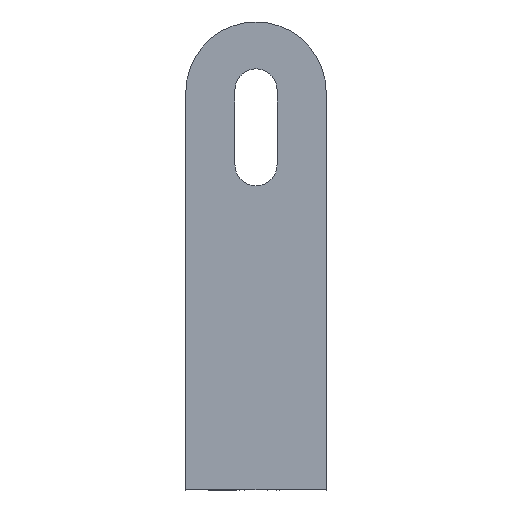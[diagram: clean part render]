
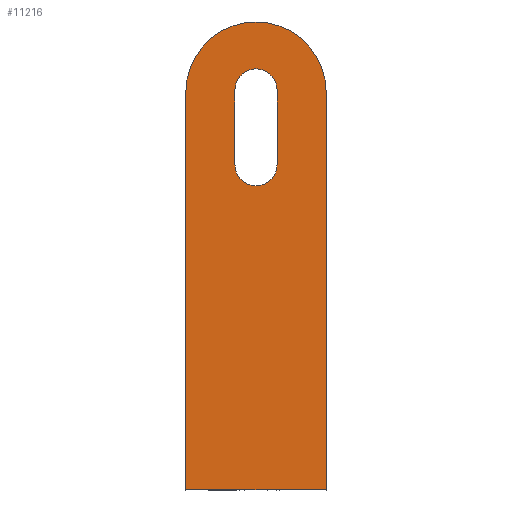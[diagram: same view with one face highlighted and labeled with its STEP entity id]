
A CAD part, left-side view. The second image highlights one B-rep face of the part: STEP entity #11216.
In plain terms, the highlighted planar face has unit normal (-1, 0, 0).
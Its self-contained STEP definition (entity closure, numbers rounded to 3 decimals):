
#20 = CARTESIAN_POINT ( 'NONE',  ( -3., 4.5, 69.5 ) ) ;
#135 = LINE ( 'NONE', #534, #12156 ) ;
#202 = ORIENTED_EDGE ( 'NONE', *, *, #8511, .T. ) ;
#224 = AXIS2_PLACEMENT_3D ( 'NONE', #2365, #9261, #3348 ) ;
#273 = VECTOR ( 'NONE', #607, 1000. ) ;
#534 = CARTESIAN_POINT ( 'NONE',  ( -3., -4.5, 85.5 ) ) ;
#607 = DIRECTION ( 'NONE',  ( 0., 0., 1. ) ) ;
#724 = DIRECTION ( 'NONE',  ( 0., 0., -1. ) ) ;
#789 = CARTESIAN_POINT ( 'NONE',  ( -3., -4.5, 69.5 ) ) ;
#815 = VERTEX_POINT ( 'NONE', #9025 ) ;
#864 = ORIENTED_EDGE ( 'NONE', *, *, #11747, .T. ) ;
#907 = CARTESIAN_POINT ( 'NONE',  ( -3., -15., 0. ) ) ;
#1026 = CIRCLE ( 'NONE', #224, 15. ) ;
#1038 = DIRECTION ( 'NONE',  ( 0., 0., 1. ) ) ;
#1065 = ORIENTED_EDGE ( 'NONE', *, *, #2550, .T. ) ;
#1194 = EDGE_CURVE ( 'NONE', #8572, #10705, #8983, .T. ) ;
#1812 = VERTEX_POINT ( 'NONE', #10732 ) ;
#1864 = CARTESIAN_POINT ( 'NONE',  ( -3., 4.5, 85.5 ) ) ;
#1938 = CARTESIAN_POINT ( 'NONE',  ( -3., 0., 85. ) ) ;
#2093 = VERTEX_POINT ( 'NONE', #907 ) ;
#2310 = VECTOR ( 'NONE', #10728, 1000. ) ;
#2365 = CARTESIAN_POINT ( 'NONE',  ( -3., 0., 85. ) ) ;
#2508 = VERTEX_POINT ( 'NONE', #4107 ) ;
#2523 = CARTESIAN_POINT ( 'NONE',  ( -3., -15., 0. ) ) ;
#2550 = EDGE_CURVE ( 'NONE', #10231, #2508, #4519, .T. ) ;
#3348 = DIRECTION ( 'NONE',  ( 0., 0., 1. ) ) ;
#3673 = DIRECTION ( 'NONE',  ( 1., 0., 0. ) ) ;
#3740 = ORIENTED_EDGE ( 'NONE', *, *, #9223, .T. ) ;
#3786 = EDGE_LOOP ( 'NONE', ( #11674, #864, #1065, #202, #12537 ) ) ;
#4107 = CARTESIAN_POINT ( 'NONE',  ( -3., 15., 0. ) ) ;
#4165 = LINE ( 'NONE', #1864, #2310 ) ;
#4436 = VERTEX_POINT ( 'NONE', #9897 ) ;
#4519 = LINE ( 'NONE', #11055, #8514 ) ;
#4532 = CIRCLE ( 'NONE', #11653, 15. ) ;
#4765 = LINE ( 'NONE', #2523, #273 ) ;
#4846 = DIRECTION ( 'NONE',  ( -1., 0., 0. ) ) ;
#5218 = ORIENTED_EDGE ( 'NONE', *, *, #1194, .T. ) ;
#5241 = CARTESIAN_POINT ( 'NONE',  ( -3., 15., 0. ) ) ;
#5359 = CARTESIAN_POINT ( 'NONE',  ( -3., 0., 65. ) ) ;
#5881 = VERTEX_POINT ( 'NONE', #9190 ) ;
#5924 = AXIS2_PLACEMENT_3D ( 'NONE', #7266, #9059, #9241 ) ;
#6023 = EDGE_CURVE ( 'NONE', #2093, #815, #4765, .T. ) ;
#6111 = CARTESIAN_POINT ( 'NONE',  ( -3., 0., 85. ) ) ;
#6130 = CIRCLE ( 'NONE', #5924, 4.5 ) ;
#6346 = ORIENTED_EDGE ( 'NONE', *, *, #12313, .T. ) ;
#6351 = VECTOR ( 'NONE', #6409, 1000. ) ;
#6409 = DIRECTION ( 'NONE',  ( 0., -1., 0. ) ) ;
#6540 = VERTEX_POINT ( 'NONE', #20 ) ;
#6588 = CARTESIAN_POINT ( 'NONE',  ( -3., 0., 85.5 ) ) ;
#7048 = CIRCLE ( 'NONE', #7285, 4.5 ) ;
#7266 = CARTESIAN_POINT ( 'NONE',  ( -3., 0., 69.5 ) ) ;
#7285 = AXIS2_PLACEMENT_3D ( 'NONE', #6588, #3673, #724 ) ;
#7645 = EDGE_CURVE ( 'NONE', #10705, #6540, #6130, .T. ) ;
#8284 = EDGE_CURVE ( 'NONE', #815, #5881, #4532, .T. ) ;
#8405 = DIRECTION ( 'NONE',  ( 0., 0., -1. ) ) ;
#8505 = ORIENTED_EDGE ( 'NONE', *, *, #8967, .T. ) ;
#8511 = EDGE_CURVE ( 'NONE', #2508, #2093, #10922, .T. ) ;
#8514 = VECTOR ( 'NONE', #10969, 1000. ) ;
#8572 = VERTEX_POINT ( 'NONE', #789 ) ;
#8737 = FACE_BOUND ( 'NONE', #9105, .T. ) ;
#8967 = EDGE_CURVE ( 'NONE', #1812, #8572, #135, .T. ) ;
#8983 = CIRCLE ( 'NONE', #10414, 4.5 ) ;
#9025 = CARTESIAN_POINT ( 'NONE',  ( -3., -15., 85. ) ) ;
#9059 = DIRECTION ( 'NONE',  ( 1., 0., 0. ) ) ;
#9105 = EDGE_LOOP ( 'NONE', ( #6346, #8505, #5218, #12220, #3740 ) ) ;
#9116 = PLANE ( 'NONE',  #11671 ) ;
#9159 = DIRECTION ( 'NONE',  ( -1., 0., 0. ) ) ;
#9190 = CARTESIAN_POINT ( 'NONE',  ( -3., 0., 100. ) ) ;
#9223 = EDGE_CURVE ( 'NONE', #6540, #4436, #4165, .T. ) ;
#9241 = DIRECTION ( 'NONE',  ( 0., 0., -1. ) ) ;
#9261 = DIRECTION ( 'NONE',  ( -1., 0., 0. ) ) ;
#9897 = CARTESIAN_POINT ( 'NONE',  ( -3., 4.5, 85.5 ) ) ;
#10093 = DIRECTION ( 'NONE',  ( 0., 0., 1. ) ) ;
#10231 = VERTEX_POINT ( 'NONE', #11303 ) ;
#10414 = AXIS2_PLACEMENT_3D ( 'NONE', #10723, #10944, #12013 ) ;
#10705 = VERTEX_POINT ( 'NONE', #5359 ) ;
#10723 = CARTESIAN_POINT ( 'NONE',  ( -3., 0., 69.5 ) ) ;
#10728 = DIRECTION ( 'NONE',  ( 0., 0., 1. ) ) ;
#10732 = CARTESIAN_POINT ( 'NONE',  ( -3., -4.5, 85.5 ) ) ;
#10922 = LINE ( 'NONE', #5241, #6351 ) ;
#10944 = DIRECTION ( 'NONE',  ( 1., 0., 0. ) ) ;
#10969 = DIRECTION ( 'NONE',  ( 0., 0., -1. ) ) ;
#11055 = CARTESIAN_POINT ( 'NONE',  ( -3., 15., 85. ) ) ;
#11216 = ADVANCED_FACE ( 'NONE', ( #8737, #11343 ), #9116, .T. ) ;
#11303 = CARTESIAN_POINT ( 'NONE',  ( -3., 15., 85. ) ) ;
#11343 = FACE_OUTER_BOUND ( 'NONE', #3786, .T. ) ;
#11653 = AXIS2_PLACEMENT_3D ( 'NONE', #1938, #4846, #1038 ) ;
#11671 = AXIS2_PLACEMENT_3D ( 'NONE', #6111, #9159, #10093 ) ;
#11674 = ORIENTED_EDGE ( 'NONE', *, *, #8284, .T. ) ;
#11747 = EDGE_CURVE ( 'NONE', #5881, #10231, #1026, .T. ) ;
#12013 = DIRECTION ( 'NONE',  ( 0., 0., -1. ) ) ;
#12156 = VECTOR ( 'NONE', #8405, 1000. ) ;
#12220 = ORIENTED_EDGE ( 'NONE', *, *, #7645, .T. ) ;
#12313 = EDGE_CURVE ( 'NONE', #4436, #1812, #7048, .T. ) ;
#12537 = ORIENTED_EDGE ( 'NONE', *, *, #6023, .T. ) ;
